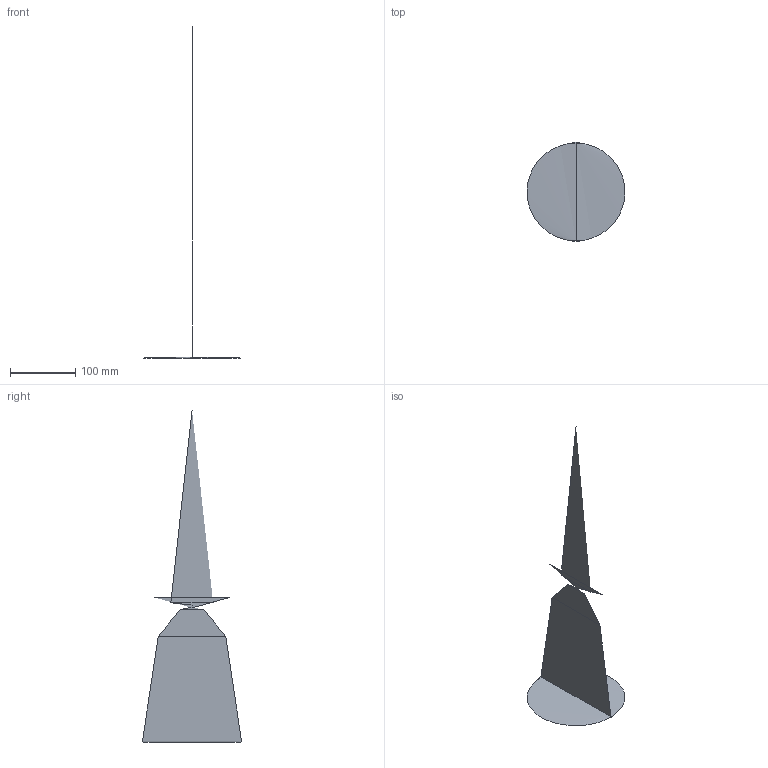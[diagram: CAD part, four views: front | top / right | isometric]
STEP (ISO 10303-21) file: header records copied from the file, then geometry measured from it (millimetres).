
FILE_DESCRIPTION(/* description */ (''),/* implementation_level */ '2;1');
FILE_NAME(/* name */ '1744.152_LUNAR',/* time_stamp */ '2023-01-18T17:51:47+01:00',/* author */ (''),/* organization */ (''),/* preprocessor_version */ 'ST-DEVELOPER v16.5',/* originating_system */ 'Rhino 7.15',/* authorisation */ '');
FILE_SCHEMA (('CONFIG_CONTROL_DESIGN'));
Length unit declared in the file: millimetre
Products named in the file (1): Document
Bounding box: 150.31 x 152.56 x 510.77 mm (x, y, z)
Volume: 2367267.1 mm3; surface area: 396850.7 mm2
Topology: 1 solids, 5 shells, 17 faces, 54 edges, 43 vertices
Faces by surface type: bspline 16, plane 1
Entity records: 727 total; most frequent: CARTESIAN_POINT 439, ORIENTED_EDGE 56, EDGE_CURVE 32, VERTEX_POINT 21, ADVANCED_FACE 17, FACE_OUTER_BOUND 17, EDGE_LOOP 17, B_SPLINE_CURVE_WITH_KNOTS 11
